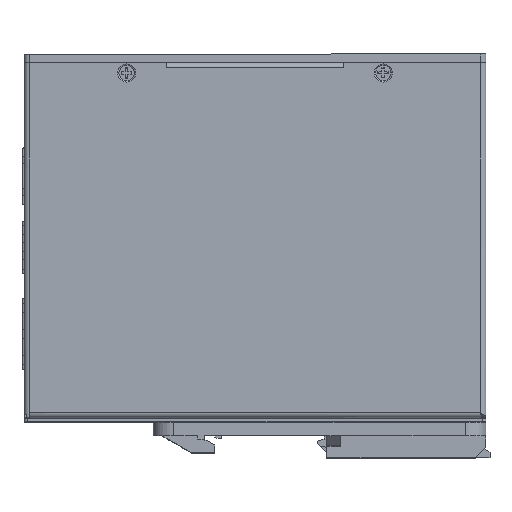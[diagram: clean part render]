
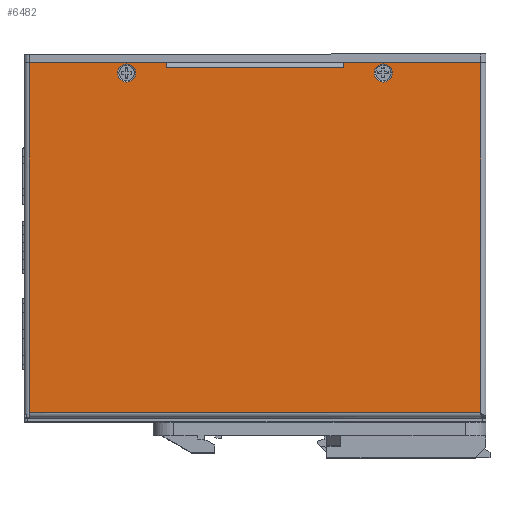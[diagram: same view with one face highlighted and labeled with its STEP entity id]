
A CAD part, top view. The second image highlights one B-rep face of the part: STEP entity #6482.
In plain terms, the highlighted face is planar.
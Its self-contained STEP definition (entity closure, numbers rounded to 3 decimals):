
#4286=DIRECTION('',(0.,0.,-1.));
#4287=VECTOR('',#4286,1.5);
#4288=CARTESIAN_POINT('',(-26.,0.,51.9));
#4289=LINE('',#4288,#4287);
#4290=CARTESIAN_POINT('',(37.5,0.,48.9));
#4291=DIRECTION('',(0.,-1.,0.));
#4292=DIRECTION('',(1.,0.,0.));
#4293=AXIS2_PLACEMENT_3D('',#4290,#4291,#4292);
#4295=CARTESIAN_POINT('',(37.5,0.,48.9));
#4296=DIRECTION('',(0.,-1.,0.));
#4297=DIRECTION('',(0.,0.,1.));
#4298=AXIS2_PLACEMENT_3D('',#4295,#4296,#4297);
#4300=CARTESIAN_POINT('',(37.5,0.,48.9));
#4301=DIRECTION('',(0.,-1.,0.));
#4302=DIRECTION('',(-1.,0.,0.));
#4303=AXIS2_PLACEMENT_3D('',#4300,#4301,#4302);
#4305=CARTESIAN_POINT('',(37.5,0.,48.9));
#4306=DIRECTION('',(0.,-1.,0.));
#4307=DIRECTION('',(0.,0.,-1.));
#4308=AXIS2_PLACEMENT_3D('',#4305,#4306,#4307);
#4310=CARTESIAN_POINT('',(-37.5,0.,48.9));
#4311=DIRECTION('',(0.,-1.,0.));
#4312=DIRECTION('',(1.,0.,0.));
#4313=AXIS2_PLACEMENT_3D('',#4310,#4311,#4312);
#4315=CARTESIAN_POINT('',(-37.5,0.,48.9));
#4316=DIRECTION('',(0.,-1.,0.));
#4317=DIRECTION('',(0.,0.,1.));
#4318=AXIS2_PLACEMENT_3D('',#4315,#4316,#4317);
#4320=CARTESIAN_POINT('',(-37.5,0.,48.9));
#4321=DIRECTION('',(0.,-1.,0.));
#4322=DIRECTION('',(-1.,0.,0.));
#4323=AXIS2_PLACEMENT_3D('',#4320,#4321,#4322);
#4325=CARTESIAN_POINT('',(-37.5,0.,48.9));
#4326=DIRECTION('',(0.,-1.,0.));
#4327=DIRECTION('',(0.,0.,-1.));
#4328=AXIS2_PLACEMENT_3D('',#4325,#4326,#4327);
#4334=DIRECTION('',(-1.,0.,0.));
#4335=VECTOR('',#4334,40.);
#4336=CARTESIAN_POINT('',(-26.,0.,51.9));
#4337=LINE('',#4336,#4335);
#4426=DIRECTION('',(0.,0.,-1.));
#4427=VECTOR('',#4426,102.3);
#4428=CARTESIAN_POINT('',(-66.,0.,51.9));
#4429=LINE('',#4428,#4427);
#5307=DIRECTION('',(1.,0.,0.));
#5308=VECTOR('',#5307,132.);
#5309=CARTESIAN_POINT('',(-66.,0.,-50.4));
#5310=LINE('',#5309,#5308);
#5349=DIRECTION('',(0.,0.,1.));
#5350=VECTOR('',#5349,102.3);
#5351=CARTESIAN_POINT('',(66.,0.,-50.4));
#5352=LINE('',#5351,#5350);
#5553=DIRECTION('',(-1.,0.,0.));
#5554=VECTOR('',#5553,40.);
#5555=CARTESIAN_POINT('',(66.,0.,51.9));
#5556=LINE('',#5555,#5554);
#5557=DIRECTION('',(0.,0.,-1.));
#5558=VECTOR('',#5557,1.5);
#5559=CARTESIAN_POINT('',(26.,0.,51.9));
#5560=LINE('',#5559,#5558);
#5583=DIRECTION('',(-1.,0.,0.));
#5584=VECTOR('',#5583,52.);
#5585=CARTESIAN_POINT('',(26.,0.,50.4));
#5586=LINE('',#5585,#5584);
#5969=CARTESIAN_POINT('',(-26.,0.,51.9));
#5970=CARTESIAN_POINT('',(-66.,0.,51.9));
#5971=VERTEX_POINT('',#5969);
#5972=VERTEX_POINT('',#5970);
#5973=CARTESIAN_POINT('',(-26.,0.,50.4));
#5974=VERTEX_POINT('',#5973);
#5975=CARTESIAN_POINT('',(26.,0.,50.4));
#5976=VERTEX_POINT('',#5975);
#5977=CARTESIAN_POINT('',(26.,0.,51.9));
#5978=VERTEX_POINT('',#5977);
#5979=CARTESIAN_POINT('',(66.,0.,51.9));
#5980=VERTEX_POINT('',#5979);
#5981=CARTESIAN_POINT('',(66.,0.,-50.4));
#5982=VERTEX_POINT('',#5981);
#5983=CARTESIAN_POINT('',(-66.,0.,-50.4));
#5984=VERTEX_POINT('',#5983);
#5985=CARTESIAN_POINT('',(40.15,0.,48.9));
#5986=CARTESIAN_POINT('',(37.5,0.,51.55));
#5987=VERTEX_POINT('',#5985);
#5988=VERTEX_POINT('',#5986);
#5989=CARTESIAN_POINT('',(34.85,0.,48.9));
#5990=VERTEX_POINT('',#5989);
#5991=CARTESIAN_POINT('',(37.5,0.,46.25));
#5992=VERTEX_POINT('',#5991);
#5993=CARTESIAN_POINT('',(-34.85,0.,48.9));
#5994=CARTESIAN_POINT('',(-37.5,0.,51.55));
#5995=VERTEX_POINT('',#5993);
#5996=VERTEX_POINT('',#5994);
#5997=CARTESIAN_POINT('',(-40.15,0.,48.9));
#5998=VERTEX_POINT('',#5997);
#5999=CARTESIAN_POINT('',(-37.5,0.,46.25));
#6000=VERTEX_POINT('',#5999);
#6439=CARTESIAN_POINT('',(-67.5,0.,-51.9));
#6440=DIRECTION('',(0.,-1.,0.));
#6441=DIRECTION('',(1.,0.,0.));
#6442=AXIS2_PLACEMENT_3D('',#6439,#6440,#6441);
#6443=PLANE('',#6442);
#6445=ORIENTED_EDGE('',*,*,#6444,.F.);
#6447=ORIENTED_EDGE('',*,*,#6446,.T.);
#6449=ORIENTED_EDGE('',*,*,#6448,.F.);
#6451=ORIENTED_EDGE('',*,*,#6450,.F.);
#6453=ORIENTED_EDGE('',*,*,#6452,.F.);
#6455=ORIENTED_EDGE('',*,*,#6454,.F.);
#6457=ORIENTED_EDGE('',*,*,#6456,.F.);
#6459=ORIENTED_EDGE('',*,*,#6458,.F.);
#6460=EDGE_LOOP('',(#6445,#6447,#6449,#6451,#6453,#6455,#6457,#6459));
#6461=FACE_OUTER_BOUND('',#6460,.F.);
#6463=ORIENTED_EDGE('',*,*,#6462,.T.);
#6465=ORIENTED_EDGE('',*,*,#6464,.T.);
#6467=ORIENTED_EDGE('',*,*,#6466,.T.);
#6469=ORIENTED_EDGE('',*,*,#6468,.T.);
#6470=EDGE_LOOP('',(#6463,#6465,#6467,#6469));
#6471=FACE_BOUND('',#6470,.F.);
#6473=ORIENTED_EDGE('',*,*,#6472,.T.);
#6475=ORIENTED_EDGE('',*,*,#6474,.T.);
#6477=ORIENTED_EDGE('',*,*,#6476,.T.);
#6479=ORIENTED_EDGE('',*,*,#6478,.T.);
#6480=EDGE_LOOP('',(#6473,#6475,#6477,#6479));
#6481=FACE_BOUND('',#6480,.F.);
#4294=CIRCLE('',#4293,2.65);
#4299=CIRCLE('',#4298,2.65);
#4304=CIRCLE('',#4303,2.65);
#4309=CIRCLE('',#4308,2.65);
#4314=CIRCLE('',#4313,2.65);
#4319=CIRCLE('',#4318,2.65);
#4324=CIRCLE('',#4323,2.65);
#4329=CIRCLE('',#4328,2.65);
#6444=EDGE_CURVE('',#5971,#5972,#4337,.T.);
#6446=EDGE_CURVE('',#5971,#5974,#4289,.T.);
#6448=EDGE_CURVE('',#5976,#5974,#5586,.T.);
#6450=EDGE_CURVE('',#5978,#5976,#5560,.T.);
#6452=EDGE_CURVE('',#5980,#5978,#5556,.T.);
#6454=EDGE_CURVE('',#5982,#5980,#5352,.T.);
#6456=EDGE_CURVE('',#5984,#5982,#5310,.T.);
#6458=EDGE_CURVE('',#5972,#5984,#4429,.T.);
#6462=EDGE_CURVE('',#5987,#5988,#4294,.T.);
#6464=EDGE_CURVE('',#5988,#5990,#4299,.T.);
#6466=EDGE_CURVE('',#5990,#5992,#4304,.T.);
#6468=EDGE_CURVE('',#5992,#5987,#4309,.T.);
#6472=EDGE_CURVE('',#5995,#5996,#4314,.T.);
#6474=EDGE_CURVE('',#5996,#5998,#4319,.T.);
#6476=EDGE_CURVE('',#5998,#6000,#4324,.T.);
#6478=EDGE_CURVE('',#6000,#5995,#4329,.T.);
#6482=ADVANCED_FACE('',(#6461,#6471,#6481),#6443,.T.);
